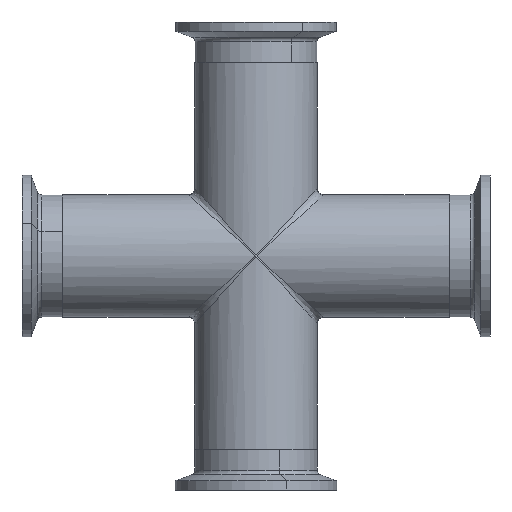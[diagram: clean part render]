
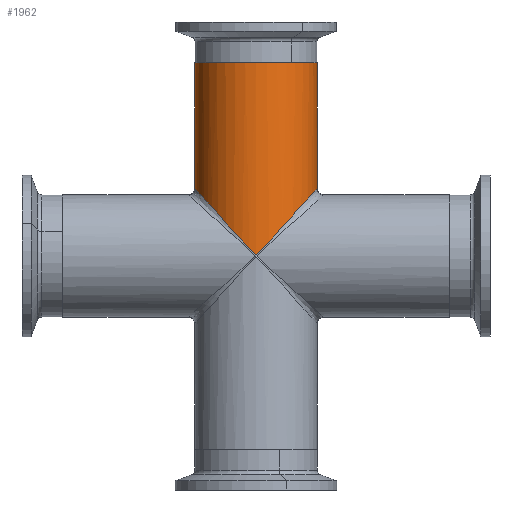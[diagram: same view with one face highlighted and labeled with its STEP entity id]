
A CAD part, front view. The second image highlights one B-rep face of the part: STEP entity #1962.
In plain terms, the highlighted cylindrical face has radius 19.05 mm (diameter 38.1 mm), a partial arc.
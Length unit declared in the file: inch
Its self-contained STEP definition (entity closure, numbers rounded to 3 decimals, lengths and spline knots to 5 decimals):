
#33 = FACE_OUTER_BOUND ( 'NONE', #919, .T. ) ;
#82 = CARTESIAN_POINT ( 'NONE',  ( 0.75, 0., 2.37402 ) ) ;
#126 =( BOUNDED_CURVE ( )  B_SPLINE_CURVE ( 3, ( #648, #2352, #2166, #1778 ),
 .UNSPECIFIED., .F., .F. ) 
 B_SPLINE_CURVE_WITH_KNOTS ( ( 4, 4 ),
 ( 0., 1.5708 ),
 .UNSPECIFIED. ) 
 CURVE ( )  GEOMETRIC_REPRESENTATION_ITEM ( )  RATIONAL_B_SPLINE_CURVE ( ( 1., 0.805, 0.805, 1. ) ) 
 REPRESENTATION_ITEM ( '' )  );
#182 = CARTESIAN_POINT ( 'NONE',  ( 0., -0.75, 0. ) ) ;
#214 = DIRECTION ( 'NONE',  ( 0., 0., -1. ) ) ;
#229 = DIRECTION ( 'NONE',  ( -1., 0., 0. ) ) ;
#244 =( BOUNDED_CURVE ( )  B_SPLINE_CURVE ( 3, ( #828, #1740, #1953, #1181 ),
 .UNSPECIFIED., .F., .F. ) 
 B_SPLINE_CURVE_WITH_KNOTS ( ( 4, 4 ),
 ( 1.5708, 3.14159 ),
 .UNSPECIFIED. ) 
 CURVE ( )  GEOMETRIC_REPRESENTATION_ITEM ( )  RATIONAL_B_SPLINE_CURVE ( ( 1., 0.805, 0.805, 1. ) ) 
 REPRESENTATION_ITEM ( '' )  );
#525 = VERTEX_POINT ( 'NONE', #1525 ) ;
#566 = VECTOR ( 'NONE', #2091, 39.37008 ) ;
#648 = CARTESIAN_POINT ( 'NONE',  ( -0.75, 0., 0.82874 ) ) ;
#674 = VERTEX_POINT ( 'NONE', #1016 ) ;
#685 = LINE ( 'NONE', #82, #566 ) ;
#749 = EDGE_CURVE ( 'NONE', #2417, #1152, #244, .T. ) ;
#828 = CARTESIAN_POINT ( 'NONE',  ( 0., -0.75, 0. ) ) ;
#919 = EDGE_LOOP ( 'NONE', ( #1214, #1508, #1873, #1938, #1466 ) ) ;
#1016 = CARTESIAN_POINT ( 'NONE',  ( 0.75, 0., 2.37402 ) ) ;
#1100 = AXIS2_PLACEMENT_3D ( 'NONE', #1123, #214, #229 ) ;
#1115 = LINE ( 'NONE', #2082, #1239 ) ;
#1123 = CARTESIAN_POINT ( 'NONE',  ( 0., 0., 2.37402 ) ) ;
#1152 = VERTEX_POINT ( 'NONE', #1698 ) ;
#1181 = CARTESIAN_POINT ( 'NONE',  ( 0.75, 0., 0.82874 ) ) ;
#1187 = CARTESIAN_POINT ( 'NONE',  ( -0.75, 0., 0.82874 ) ) ;
#1190 = DIRECTION ( 'NONE',  ( 1., 0., 0. ) ) ;
#1214 = ORIENTED_EDGE ( 'NONE', *, *, #2145, .F. ) ;
#1229 = CIRCLE ( 'NONE', #1988, 0.75 ) ;
#1239 = VECTOR ( 'NONE', #2068, 39.37008 ) ;
#1295 = VERTEX_POINT ( 'NONE', #1187 ) ;
#1466 = ORIENTED_EDGE ( 'NONE', *, *, #749, .T. ) ;
#1508 = ORIENTED_EDGE ( 'NONE', *, *, #2057, .F. ) ;
#1525 = CARTESIAN_POINT ( 'NONE',  ( -0.75, 0., 2.37402 ) ) ;
#1549 = CARTESIAN_POINT ( 'NONE',  ( 0., 0., 2.37402 ) ) ;
#1698 = CARTESIAN_POINT ( 'NONE',  ( 0.75, 0., 0.82874 ) ) ;
#1740 = CARTESIAN_POINT ( 'NONE',  ( 0.43934, -0.75, 0.48546 ) ) ;
#1778 = CARTESIAN_POINT ( 'NONE',  ( 0., -0.75, 0. ) ) ;
#1873 = ORIENTED_EDGE ( 'NONE', *, *, #1917, .T. ) ;
#1917 = EDGE_CURVE ( 'NONE', #525, #1295, #1115, .T. ) ;
#1938 = ORIENTED_EDGE ( 'NONE', *, *, #2311, .T. ) ;
#1946 = CYLINDRICAL_SURFACE ( 'NONE', #1100, 0.75 ) ;
#1953 = CARTESIAN_POINT ( 'NONE',  ( 0.75, -0.43934, 0.82874 ) ) ;
#1962 = ADVANCED_FACE ( 'NONE', ( #33 ), #1946, .T. ) ;
#1988 = AXIS2_PLACEMENT_3D ( 'NONE', #1549, #2099, #1190 ) ;
#2057 = EDGE_CURVE ( 'NONE', #525, #674, #1229, .T. ) ;
#2068 = DIRECTION ( 'NONE',  ( 0., 0., -1. ) ) ;
#2082 = CARTESIAN_POINT ( 'NONE',  ( -0.75, 0., 2.37402 ) ) ;
#2091 = DIRECTION ( 'NONE',  ( 0., 0., -1. ) ) ;
#2099 = DIRECTION ( 'NONE',  ( 0., 0., 1. ) ) ;
#2145 = EDGE_CURVE ( 'NONE', #674, #1152, #685, .T. ) ;
#2166 = CARTESIAN_POINT ( 'NONE',  ( -0.43934, -0.75, 0.48546 ) ) ;
#2311 = EDGE_CURVE ( 'NONE', #1295, #2417, #126, .T. ) ;
#2352 = CARTESIAN_POINT ( 'NONE',  ( -0.75, -0.43934, 0.82874 ) ) ;
#2417 = VERTEX_POINT ( 'NONE', #182 ) ;
